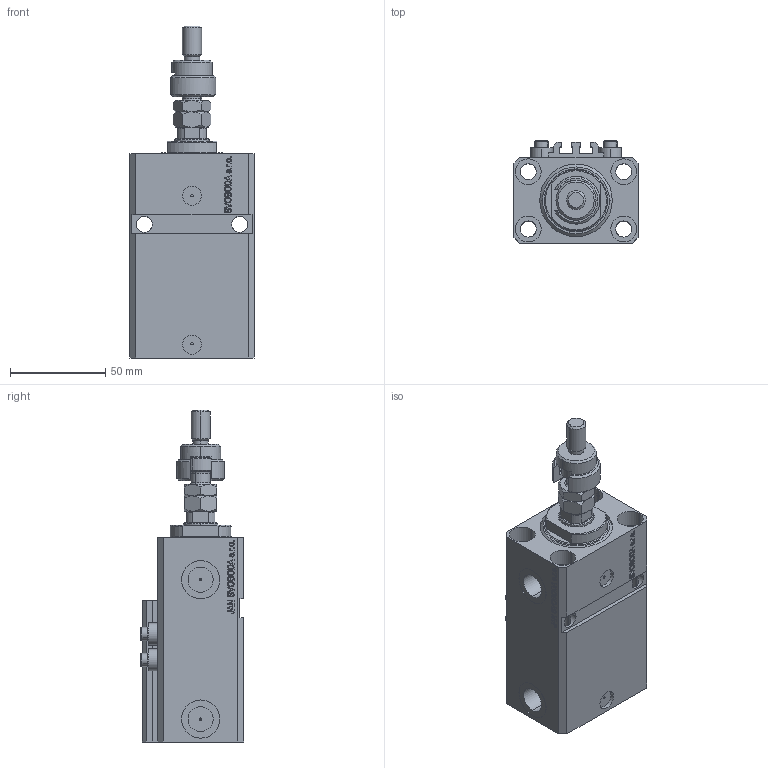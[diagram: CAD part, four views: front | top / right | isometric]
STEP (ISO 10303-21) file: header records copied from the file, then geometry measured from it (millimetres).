
FILE_DESCRIPTION (( 'STEP AP203' ), '1' );
FILE_NAME ('903b.STEP', '2022-04-09T13:15:11', ( '' ), ( '' ), 'SwSTEP 2.0', 'SolidWorks 2019', '' );
FILE_SCHEMA (( 'CONFIG_CONTROL_DESIGN' ));
Length unit declared in the file: millimetre
Products named in the file (8): ALLEN BOLT V250CE bf7f350f54c9ae38cf561a42da957775; DFA bf7f350f54c9ae38cf561a42da957775; V250CE_C_VCP bf7f350f54c9ae38cf561a42da957775; V250CE_E_Body bf7f350f54c9ae38cf561a42da957775; V250CE_VC_E bf7f350f54c9ae38cf561a42da957775; MFA bf7f350f54c9ae38cf561a42da957775; FEMALE_PART_FOR_DFA bf7f350f54c9ae38cf561a42da957775; 903b
Assembly tree (10 placements, depth 3):
  903b
    V250CE_E_Body bf7f350f54c9ae38cf561a42da957775
    ALLEN BOLT V250CE bf7f350f54c9ae38cf561a42da957775  x4
    V250CE_C_VCP bf7f350f54c9ae38cf561a42da957775
    V250CE_VC_E bf7f350f54c9ae38cf561a42da957775
    DFA bf7f350f54c9ae38cf561a42da957775
      FEMALE_PART_FOR_DFA bf7f350f54c9ae38cf561a42da957775
      MFA bf7f350f54c9ae38cf561a42da957775
Bounding box: 65 x 54 x 173.9 mm (x, y, z)
Volume: 288653.8 mm3; surface area: 83406.1 mm2
Topology: 10 solids, 10 shells, 1152 faces, 2851 edges, 1836 vertices
Faces by surface type: plane 539, bspline 360, cylinder 139, cone 96, torus 18
Entity records: 49974 total; most frequent: CARTESIAN_POINT 25731, ORIENTED_EDGE 5392, DIRECTION 3628, EDGE_CURVE 2696, VERTEX_POINT 1752, VECTOR 1578, LINE 1578, EDGE_LOOP 1214
